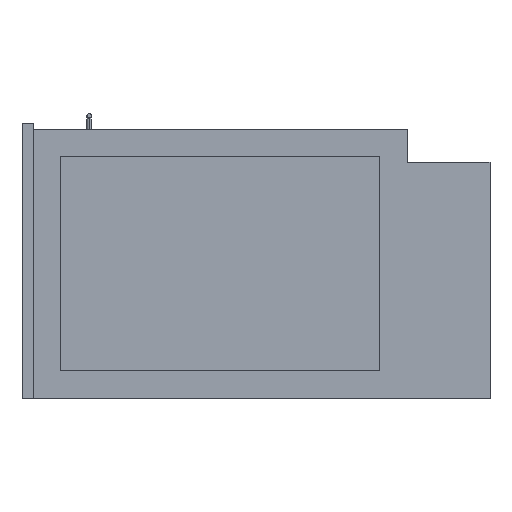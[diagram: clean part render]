
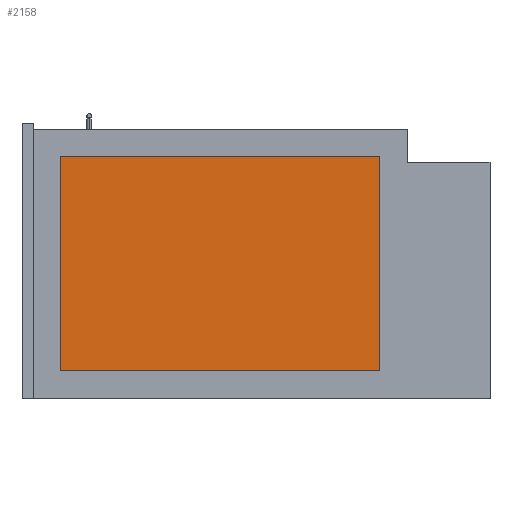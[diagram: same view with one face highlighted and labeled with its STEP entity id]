
A CAD part, left-side view. The second image highlights one B-rep face of the part: STEP entity #2158.
In plain terms, the highlighted planar face has unit normal (-1, 0, 0).
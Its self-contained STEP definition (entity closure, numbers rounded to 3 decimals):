
#109 = DIRECTION ( 'NONE',  ( 0., -1., 0. ) ) ;
#200 = CARTESIAN_POINT ( 'NONE',  ( -741., -290., 50. ) ) ;
#256 = VERTEX_POINT ( 'NONE', #2016 ) ;
#335 = DIRECTION ( 'NONE',  ( 0., -1., 0. ) ) ;
#451 = LINE ( 'NONE', #200, #628 ) ;
#547 = EDGE_CURVE ( 'NONE', #256, #2029, #451, .T. ) ;
#628 = VECTOR ( 'NONE', #1094, 1000. ) ;
#638 = PLANE ( 'NONE',  #1120 ) ;
#755 = VECTOR ( 'NONE', #1323, 1000. ) ;
#868 = CARTESIAN_POINT ( 'NONE',  ( -741., 0., 0. ) ) ;
#872 = CARTESIAN_POINT ( 'NONE',  ( -741., -290., 439. ) ) ;
#903 = ORIENTED_EDGE ( 'NONE', *, *, #547, .T. ) ;
#1049 = VERTEX_POINT ( 'NONE', #2805 ) ;
#1058 = DIRECTION ( 'NONE',  ( 0., 0., -1. ) ) ;
#1094 = DIRECTION ( 'NONE',  ( 0., 0., 1. ) ) ;
#1120 = AXIS2_PLACEMENT_3D ( 'NONE', #868, #1319, #109 ) ;
#1140 = FACE_OUTER_BOUND ( 'NONE', #2385, .T. ) ;
#1204 = VERTEX_POINT ( 'NONE', #2168 ) ;
#1282 = ORIENTED_EDGE ( 'NONE', *, *, #1483, .T. ) ;
#1319 = DIRECTION ( 'NONE',  ( -1., 0., 0. ) ) ;
#1323 = DIRECTION ( 'NONE',  ( 0., 1., 0. ) ) ;
#1340 = VECTOR ( 'NONE', #335, 1000. ) ;
#1450 = EDGE_CURVE ( 'NONE', #2029, #1204, #1964, .T. ) ;
#1483 = EDGE_CURVE ( 'NONE', #1204, #1049, #2340, .T. ) ;
#1750 = VECTOR ( 'NONE', #1058, 1000. ) ;
#1765 = CARTESIAN_POINT ( 'NONE',  ( -741., 290., 439. ) ) ;
#1920 = EDGE_CURVE ( 'NONE', #1049, #256, #2086, .T. ) ;
#1964 = LINE ( 'NONE', #872, #755 ) ;
#2016 = CARTESIAN_POINT ( 'NONE',  ( -741., -290., 50. ) ) ;
#2029 = VERTEX_POINT ( 'NONE', #2599 ) ;
#2086 = LINE ( 'NONE', #2592, #1340 ) ;
#2158 = ADVANCED_FACE ( 'NONE', ( #1140 ), #638, .T. ) ;
#2168 = CARTESIAN_POINT ( 'NONE',  ( -741., 290., 439. ) ) ;
#2340 = LINE ( 'NONE', #1765, #1750 ) ;
#2385 = EDGE_LOOP ( 'NONE', ( #1282, #2651, #903, #2755 ) ) ;
#2592 = CARTESIAN_POINT ( 'NONE',  ( -741., 290., 50. ) ) ;
#2599 = CARTESIAN_POINT ( 'NONE',  ( -741., -290., 439. ) ) ;
#2651 = ORIENTED_EDGE ( 'NONE', *, *, #1920, .T. ) ;
#2755 = ORIENTED_EDGE ( 'NONE', *, *, #1450, .T. ) ;
#2805 = CARTESIAN_POINT ( 'NONE',  ( -741., 290., 50. ) ) ;
